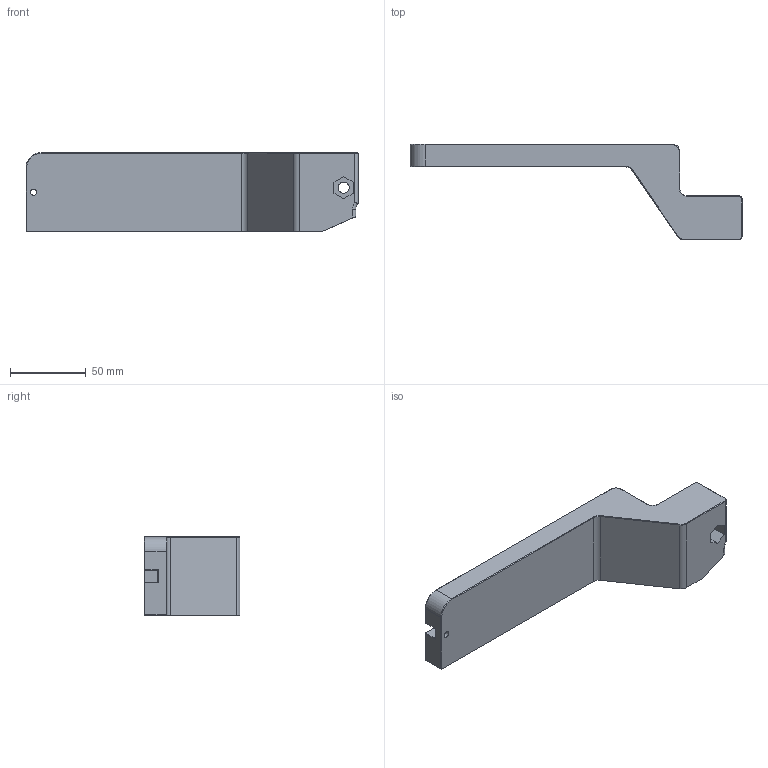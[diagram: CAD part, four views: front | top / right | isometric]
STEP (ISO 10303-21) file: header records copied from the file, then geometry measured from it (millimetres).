
FILE_DESCRIPTION(/* description */ (''),/* implementation_level */ '2;1');
FILE_NAME(/* name */ 'LongArm v0.1.step',/* time_stamp */ '2023-11-15T20:25:41-08:00',/* author */ (''),/* organization */ (''),/* preprocessor_version */ 'ST-DEVELOPER v20',/* originating_system */ 'Autodesk Translation Framework v12.14.0.127',/* authorisation */ '');
FILE_SCHEMA (('AUTOMOTIVE_DESIGN { 1 0 10303 214 3 1 1 }'));
Length unit declared in the file: millimetre
Products named in the file (1): LongArm v0.1
Bounding box: 219 x 63.2 x 51.95 mm (x, y, z)
Volume: 218749.2 mm3; surface area: 37315.8 mm2
Topology: 1 solids, 1 shells, 63 faces, 154 edges, 94 vertices
Faces by surface type: plane 38, cylinder 15, cone 8, torus 2
Full cylindrical faces by diameter (mm): 4 x1, 7.35 x1
Entity records: 1893 total; most frequent: CARTESIAN_POINT 356, DIRECTION 314, ORIENTED_EDGE 308, EDGE_CURVE 154, LINE 114, VECTOR 114, AXIS2_PLACEMENT_3D 100, VERTEX_POINT 94
